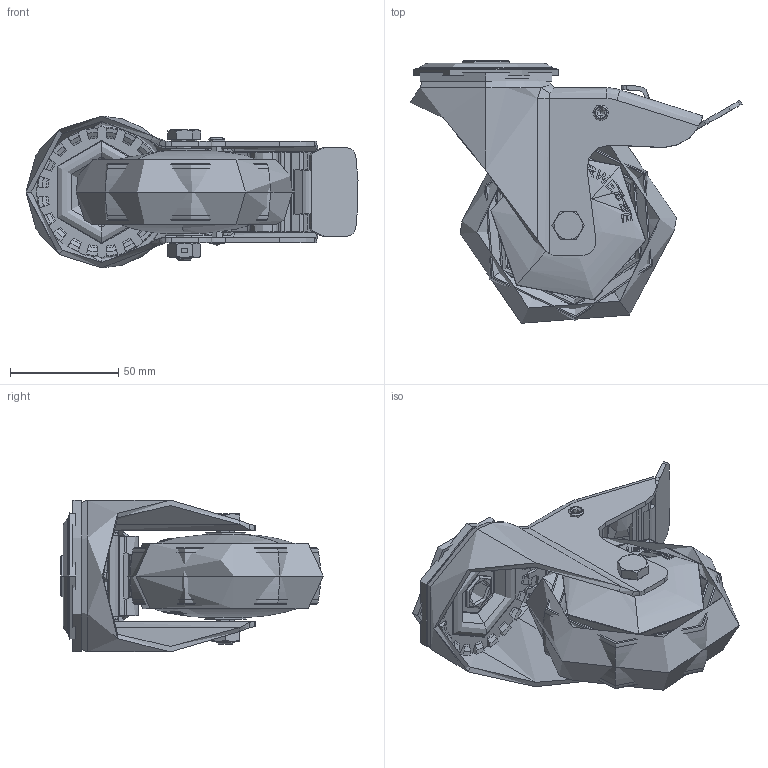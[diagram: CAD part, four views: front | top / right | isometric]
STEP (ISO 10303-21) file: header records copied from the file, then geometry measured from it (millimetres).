
FILE_DESCRIPTION (( 'STEP AP214' ), '1' );
FILE_NAME ('0055749.step', '2023-09-29T09:22:59', ( '' ), ( '' ), 'SwSTEP 2.0', 'SolidWorks 2020', '' );
FILE_SCHEMA (( 'AUTOMOTIVE_DESIGN' ));
Length unit declared in the file: millimetre
Products named in the file (1): 0055749
Bounding box: 153.13 x 121.08 x 70 mm (x, y, z)
Volume: 239907.9 mm3; surface area: 144590.4 mm2
Topology: 11 solids, 12 shells, 1391 faces, 3473 edges, 2154 vertices
Faces by surface type: bspline 380, plane 334, torus 271, cylinder 254, cone 150, sphere 2
Entity records: 79315 total; most frequent: CARTESIAN_POINT 34280, ORIENTED_EDGE 6940, DIRECTION 4929, EDGE_CURVE 3470, VERTEX_POINT 2154, AXIS2_PLACEMENT_3D 2011, B_SPLINE_CURVE_WITH_KNOTS 1547, EDGE_LOOP 1478
